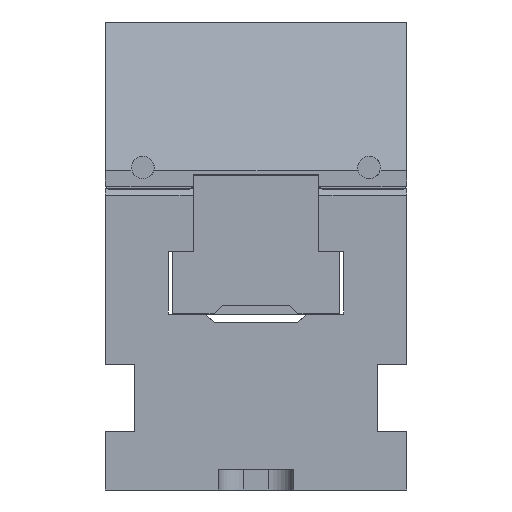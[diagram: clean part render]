
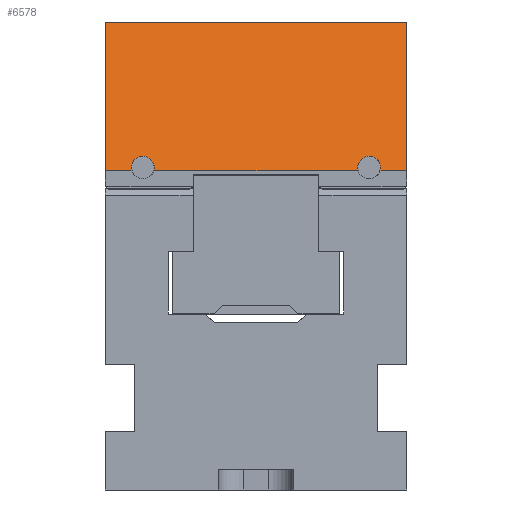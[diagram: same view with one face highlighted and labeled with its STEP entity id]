
A CAD part, front view. The second image highlights one B-rep face of the part: STEP entity #6578.
In plain terms, the highlighted face is planar.
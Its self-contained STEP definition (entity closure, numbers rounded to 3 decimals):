
#6578 = ADVANCED_FACE( '', ( #13276 ), #13277, .F. );
#13276 = FACE_OUTER_BOUND( '', #19961, .T. );
#13277 = PLANE( '', #19962 );
#19961 = EDGE_LOOP( '', ( #40178, #40179, #40180, #40181, #40182, #40183, #40184, #40185 ) );
#19962 = AXIS2_PLACEMENT_3D( '', #40186, #40187, #40188 );
#40178 = ORIENTED_EDGE( '', *, *, #43583, .T. );
#40179 = ORIENTED_EDGE( '', *, *, #44910, .T. );
#40180 = ORIENTED_EDGE( '', *, *, #43581, .T. );
#40181 = ORIENTED_EDGE( '', *, *, #45647, .T. );
#40182 = ORIENTED_EDGE( '', *, *, #45437, .F. );
#40183 = ORIENTED_EDGE( '', *, *, #46796, .F. );
#40184 = ORIENTED_EDGE( '', *, *, #43585, .T. );
#40185 = ORIENTED_EDGE( '', *, *, #47749, .T. );
#40186 = CARTESIAN_POINT( '', ( 36., 14.5, 20. ) );
#40187 = DIRECTION( '', ( 0., -0.966, -0.259 ) );
#40188 = DIRECTION( '', ( 0., 0.259, -0.966 ) );
#43581 = EDGE_CURVE( '', #53884, #53882, #53885, .T. );
#43583 = EDGE_CURVE( '', #53888, #53886, #53889, .T. );
#43585 = EDGE_CURVE( '', #53892, #53890, #53893, .T. );
#44910 = EDGE_CURVE( '', #53886, #53884, #55946, .T. );
#45437 = EDGE_CURVE( '', #56727, #56729, #56730, .T. );
#45647 = EDGE_CURVE( '', #53882, #56729, #57031, .T. );
#46796 = EDGE_CURVE( '', #53892, #56727, #58637, .T. );
#47749 = EDGE_CURVE( '', #53890, #53888, #59846, .T. );
#53882 = VERTEX_POINT( '', #68402 );
#53884 = VERTEX_POINT( '', #68405 );
#53885 = LINE( '', #68406, #68407 );
#53886 = VERTEX_POINT( '', #68408 );
#53888 = VERTEX_POINT( '', #68410 );
#53889 = LINE( '', #68411, #68412 );
#53890 = VERTEX_POINT( '', #68413 );
#53892 = VERTEX_POINT( '', #68415 );
#53893 = LINE( '', #68416, #68417 );
#55946 = ELLIPSE( '', #71432, 2.795, 2.7 );
#56727 = VERTEX_POINT( '', #72606 );
#56729 = VERTEX_POINT( '', #72609 );
#56730 = LINE( '', #72610, #72611 );
#57031 = LINE( '', #73062, #73063 );
#58637 = LINE( '', #75536, #75537 );
#59846 = ELLIPSE( '', #77404, 2.795, 2.7 );
#68402 = CARTESIAN_POINT( '', ( -36., 24., -15.454 ) );
#68405 = CARTESIAN_POINT( '', ( -29.592, 24., -15.454 ) );
#68406 = CARTESIAN_POINT( '', ( 36., 24., -15.454 ) );
#68407 = VECTOR( '', #81741, 1000. );
#68408 = CARTESIAN_POINT( '', ( -24.408, 24., -15.454 ) );
#68410 = CARTESIAN_POINT( '', ( 24.408, 24., -15.454 ) );
#68411 = CARTESIAN_POINT( '', ( 36., 24., -15.454 ) );
#68412 = VECTOR( '', #81745, 1000. );
#68413 = CARTESIAN_POINT( '', ( 29.592, 24., -15.454 ) );
#68415 = CARTESIAN_POINT( '', ( 36., 24., -15.454 ) );
#68416 = CARTESIAN_POINT( '', ( 36., 24., -15.454 ) );
#68417 = VECTOR( '', #81749, 1000. );
#71432 = AXIS2_PLACEMENT_3D( '', #82826, #82827, #82828 );
#72606 = CARTESIAN_POINT( '', ( 36., 14.5, 20. ) );
#72609 = CARTESIAN_POINT( '', ( -36., 14.5, 20. ) );
#72610 = CARTESIAN_POINT( '', ( 36., 14.5, 20. ) );
#72611 = VECTOR( '', #83256, 1000. );
#73062 = CARTESIAN_POINT( '', ( -36., 14.5, 20. ) );
#73063 = VECTOR( '', #83419, 1000. );
#75536 = CARTESIAN_POINT( '', ( 36., 14.5, 20. ) );
#75537 = VECTOR( '', #84365, 1000. );
#77404 = AXIS2_PLACEMENT_3D( '', #85129, #85130, #85131 );
#81741 = DIRECTION( '', ( -1., 0., 0. ) );
#81745 = DIRECTION( '', ( -1., 0., 0. ) );
#81749 = DIRECTION( '', ( -1., 0., 0. ) );
#82826 = CARTESIAN_POINT( '', ( -27., 23.798, -14.7 ) );
#82827 = DIRECTION( '', ( 0., -0.966, -0.259 ) );
#82828 = DIRECTION( '', ( 0., 0.259, -0.966 ) );
#83256 = DIRECTION( '', ( -1., 0., 0. ) );
#83419 = DIRECTION( '', ( 0., -0.259, 0.966 ) );
#84365 = DIRECTION( '', ( 0., -0.259, 0.966 ) );
#85129 = CARTESIAN_POINT( '', ( 27., 23.798, -14.7 ) );
#85130 = DIRECTION( '', ( 0., -0.966, -0.259 ) );
#85131 = DIRECTION( '', ( 0., 0.259, -0.966 ) );
